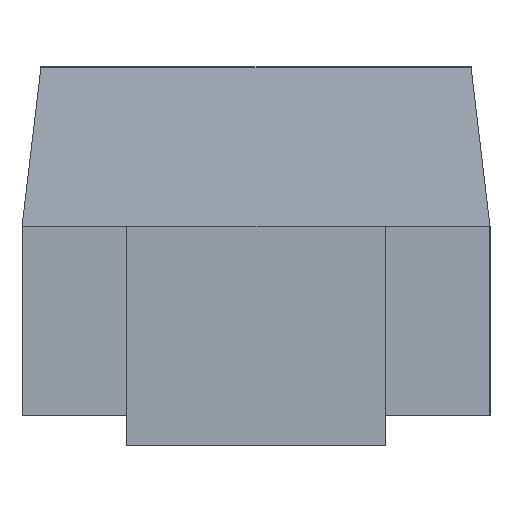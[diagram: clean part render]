
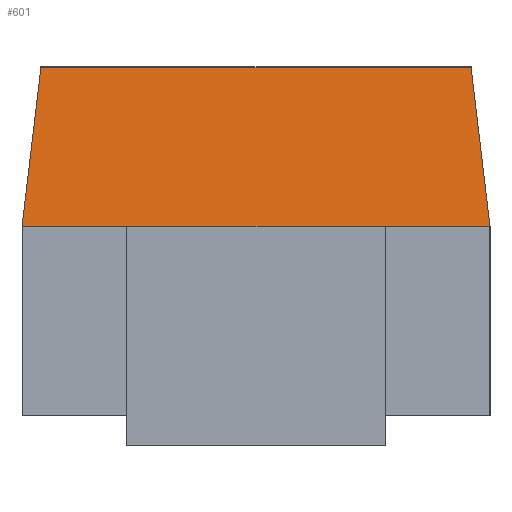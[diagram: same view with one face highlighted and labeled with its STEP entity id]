
A CAD part, left-side view. The second image highlights one B-rep face of the part: STEP entity #601.
In plain terms, the highlighted planar face has unit normal (-0.993, 0, 0.118).
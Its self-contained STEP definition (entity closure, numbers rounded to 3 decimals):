
#29=FACE_OUTER_BOUND('',#69,.T.);
#69=EDGE_LOOP('',(#401,#402,#403,#404));
#109=LINE('',#873,#189);
#110=LINE('',#875,#190);
#111=LINE('',#877,#191);
#112=LINE('',#878,#192);
#189=VECTOR('',#708,10.);
#190=VECTOR('',#709,10.);
#191=VECTOR('',#710,10.);
#192=VECTOR('',#711,10.);
#269=VERTEX_POINT('',#871);
#270=VERTEX_POINT('',#872);
#271=VERTEX_POINT('',#874);
#272=VERTEX_POINT('',#876);
#321=EDGE_CURVE('',#269,#270,#109,.T.);
#322=EDGE_CURVE('',#270,#271,#110,.T.);
#323=EDGE_CURVE('',#271,#272,#111,.T.);
#324=EDGE_CURVE('',#269,#272,#112,.T.);
#401=ORIENTED_EDGE('',*,*,#321,.T.);
#402=ORIENTED_EDGE('',*,*,#322,.T.);
#403=ORIENTED_EDGE('',*,*,#323,.T.);
#404=ORIENTED_EDGE('',*,*,#324,.F.);
#561=PLANE('',#661);
#601=ADVANCED_FACE('',(#29),#561,.T.);
#661=AXIS2_PLACEMENT_3D('',#870,#706,#707);
#706=DIRECTION('center_axis',(-0.993,0.,0.118));
#707=DIRECTION('ref_axis',(0.118,0.,0.993));
#708=DIRECTION('',(0.,1.,0.));
#709=DIRECTION('',(-0.117,0.117,-0.986));
#710=DIRECTION('',(0.,-1.,0.));
#711=DIRECTION('',(-0.117,-0.117,-0.986));
#870=CARTESIAN_POINT('Origin',(-1.953,0.588,1.5));
#871=CARTESIAN_POINT('',(-1.905,-1.08,1.9));
#872=CARTESIAN_POINT('',(-1.905,1.08,1.9));
#873=CARTESIAN_POINT('',(-1.905,0.588,1.9));
#874=CARTESIAN_POINT('',(-2.,1.175,1.1));
#875=CARTESIAN_POINT('',(-1.905,1.08,1.9));
#876=CARTESIAN_POINT('',(-2.,-1.175,1.1));
#877=CARTESIAN_POINT('',(-2.,0.588,1.1));
#878=CARTESIAN_POINT('',(-1.905,-1.08,1.9));
